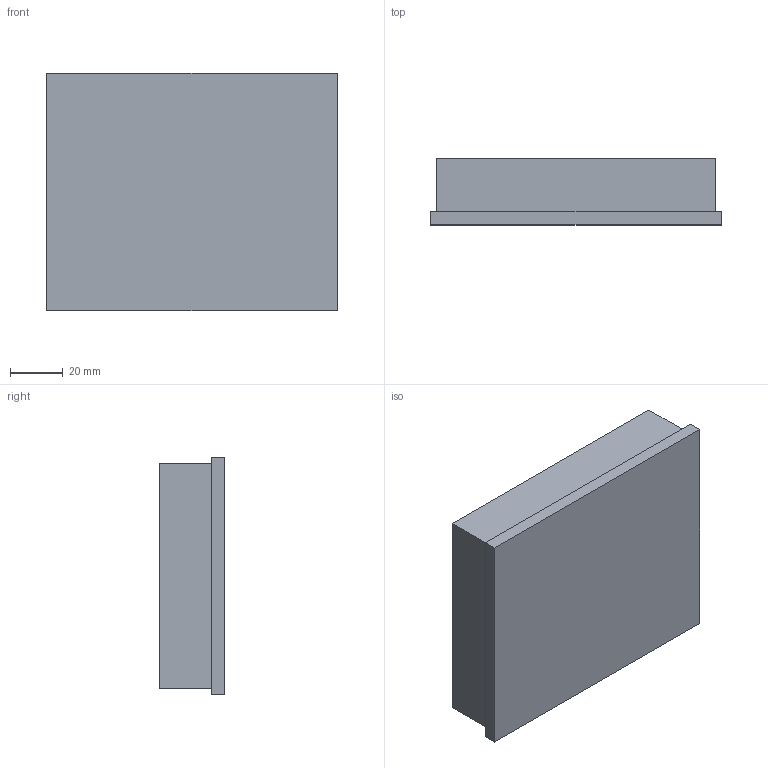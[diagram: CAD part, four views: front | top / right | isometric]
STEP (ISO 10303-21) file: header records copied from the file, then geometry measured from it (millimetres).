
FILE_DESCRIPTION (( 'STEP AP203' ), '1' );
FILE_NAME ('BOTTOM_Part.STEP', '2025-03-29T18:44:24', ( '' ), ( '' ), 'SwSTEP 2.0', 'SolidWorks 2020', '' );
FILE_SCHEMA (( 'CONFIG_CONTROL_DESIGN' ));
Length unit declared in the file: centimetre
Products named in the file (1): BOTTOM_Part
Bounding box: 110 x 25 x 90 mm (x, y, z)
Volume: 66077.6 mm3; surface area: 38000.6 mm2
Topology: 1 solids, 1 shells, 40 faces, 84 edges, 56 vertices
Faces by surface type: plane 24, cylinder 16
Entity records: 1157 total; most frequent: DIRECTION 198, CARTESIAN_POINT 181, ORIENTED_EDGE 168, EDGE_CURVE 84, AXIS2_PLACEMENT_3D 73, VERTEX_POINT 56, LINE 52, VECTOR 52
